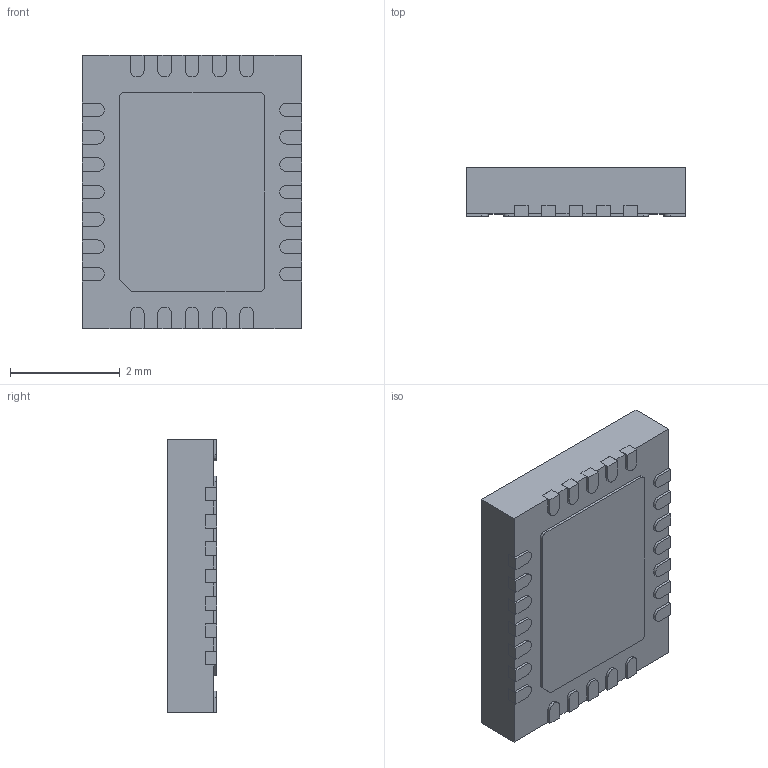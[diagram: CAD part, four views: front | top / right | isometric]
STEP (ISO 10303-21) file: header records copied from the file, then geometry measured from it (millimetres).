
FILE_DESCRIPTION (( 'STEP AP214' ), '1' );
FILE_NAME ('User Library-AD5760BCPZ.STEP', '2018-01-08T10:39:19', ( '' ), ( '' ), 'SwSTEP 2.0', 'SolidWorks 2018', '' );
FILE_SCHEMA (( 'AUTOMOTIVE_DESIGN' ));
Length unit declared in the file: millimetre
Products named in the file (1): User Library-AD5760BCPZ
Bounding box: 4 x 0.9 x 5 mm (x, y, z)
Volume: 17.6 mm3; surface area: 57.4 mm2
Topology: 1 solids, 1 shells, 429 faces, 1197 edges, 798 vertices
Faces by surface type: plane 269, bspline 126, cylinder 34
Entity records: 21004 total; most frequent: CARTESIAN_POINT 10551, ORIENTED_EDGE 2394, DIRECTION 1621, EDGE_CURVE 1197, LINE 877, VECTOR 877, VERTEX_POINT 798, EDGE_LOOP 457
